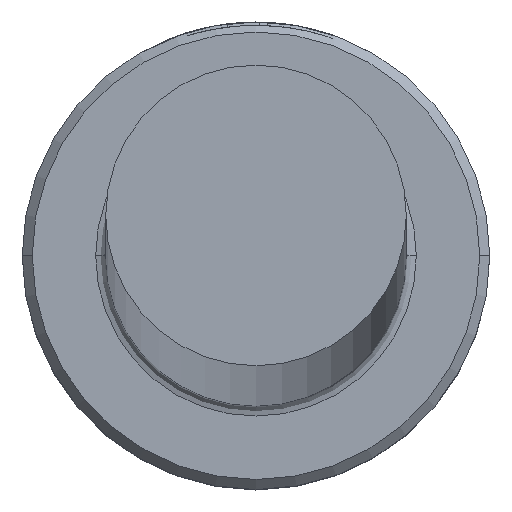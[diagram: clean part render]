
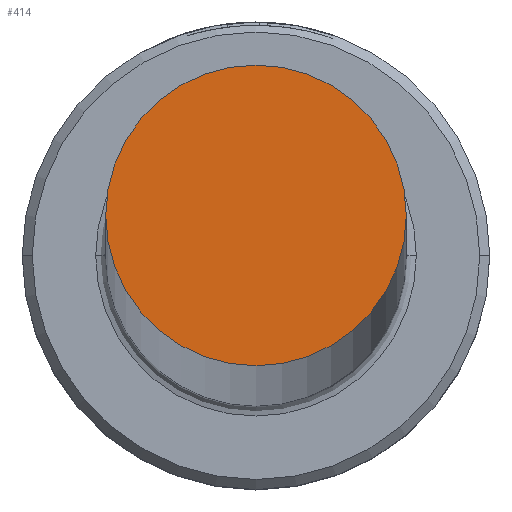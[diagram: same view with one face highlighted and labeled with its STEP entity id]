
A CAD part, top view. The second image highlights one B-rep face of the part: STEP entity #414.
In plain terms, the highlighted planar face has unit normal (0, 0, 1).
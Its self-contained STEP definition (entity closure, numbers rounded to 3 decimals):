
#13 = DIRECTION ( 'NONE',  ( 1., 0., 0. ) ) ;
#101 = FACE_OUTER_BOUND ( 'NONE', #287, .T. ) ;
#128 = ORIENTED_EDGE ( 'NONE', *, *, #505, .T. ) ;
#174 = CARTESIAN_POINT ( 'NONE',  ( 0., 0., 700. ) ) ;
#175 = EDGE_CURVE ( 'NONE', #927, #495, #1003, .T. ) ;
#232 = CARTESIAN_POINT ( 'NONE',  ( 4.5, 0., 700. ) ) ;
#266 = PLANE ( 'NONE',  #711 ) ;
#287 = EDGE_LOOP ( 'NONE', ( #128, #1143 ) ) ;
#290 = CARTESIAN_POINT ( 'NONE',  ( -4.5, 0., 700. ) ) ;
#372 = DIRECTION ( 'NONE',  ( 1., 0., 0. ) ) ;
#414 = ADVANCED_FACE ( 'NONE', ( #101 ), #266, .T. ) ;
#428 = DIRECTION ( 'NONE',  ( 0., 0., 1. ) ) ;
#435 = CARTESIAN_POINT ( 'NONE',  ( 0., 0., 700. ) ) ;
#495 = VERTEX_POINT ( 'NONE', #290 ) ;
#505 = EDGE_CURVE ( 'NONE', #495, #927, #875, .T. ) ;
#586 = DIRECTION ( 'NONE',  ( 0., 0., 1. ) ) ;
#711 = AXIS2_PLACEMENT_3D ( 'NONE', #174, #911, #372 ) ;
#802 = AXIS2_PLACEMENT_3D ( 'NONE', #1123, #586, #13 ) ;
#875 = CIRCLE ( 'NONE', #802, 4.5 ) ;
#911 = DIRECTION ( 'NONE',  ( 0., 0., 1. ) ) ;
#919 = AXIS2_PLACEMENT_3D ( 'NONE', #435, #428, #1145 ) ;
#927 = VERTEX_POINT ( 'NONE', #232 ) ;
#1003 = CIRCLE ( 'NONE', #919, 4.5 ) ;
#1123 = CARTESIAN_POINT ( 'NONE',  ( 0., 0., 700. ) ) ;
#1143 = ORIENTED_EDGE ( 'NONE', *, *, #175, .T. ) ;
#1145 = DIRECTION ( 'NONE',  ( 1., 0., 0. ) ) ;
